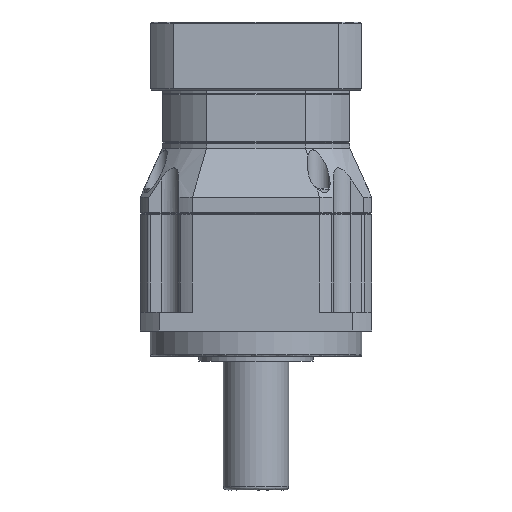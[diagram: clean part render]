
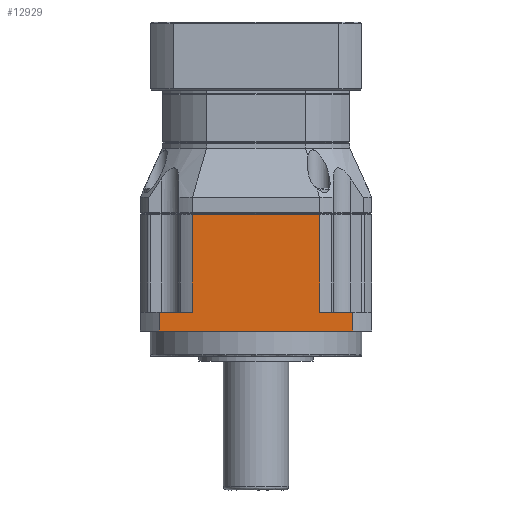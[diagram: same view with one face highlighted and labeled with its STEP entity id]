
A CAD part, front view. The second image highlights one B-rep face of the part: STEP entity #12929.
In plain terms, the highlighted planar face has unit normal (0, -1, 0).
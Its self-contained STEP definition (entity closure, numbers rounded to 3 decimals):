
#31 = CARTESIAN_POINT ( 'NONE',  ( 59.29, -71., 30.5 ) ) ;
#1477 = EDGE_CURVE ( 'NONE', #13114, #6787, #24456, .T. ) ;
#1693 = VERTEX_POINT ( 'NONE', #11775 ) ;
#1856 = CARTESIAN_POINT ( 'NONE',  ( -59.29, -71., -21.5 ) ) ;
#2174 = FACE_OUTER_BOUND ( 'NONE', #7171, .T. ) ;
#2398 = DIRECTION ( 'NONE',  ( 0., 0., -1. ) ) ;
#3348 = VECTOR ( 'NONE', #2398, 1000. ) ;
#3815 = ORIENTED_EDGE ( 'NONE', *, *, #19569, .F. ) ;
#3983 = LINE ( 'NONE', #14474, #3348 ) ;
#4061 = LINE ( 'NONE', #16256, #8802 ) ;
#4336 = CARTESIAN_POINT ( 'NONE',  ( -71., -71., -21.5 ) ) ;
#5004 = CARTESIAN_POINT ( 'NONE',  ( 38.987, -71., 38.5 ) ) ;
#5123 = LINE ( 'NONE', #15767, #10496 ) ;
#5883 = CARTESIAN_POINT ( 'NONE',  ( -59.29, -71., -33. ) ) ;
#6653 = ORIENTED_EDGE ( 'NONE', *, *, #6759, .F. ) ;
#6759 = EDGE_CURVE ( 'NONE', #25406, #9376, #19622, .T. ) ;
#6787 = VERTEX_POINT ( 'NONE', #1856 ) ;
#7171 = EDGE_LOOP ( 'NONE', ( #25010, #3815, #6653, #12382, #10529, #21297, #22416, #24232 ) ) ;
#7213 = EDGE_CURVE ( 'NONE', #6787, #15673, #4061, .T. ) ;
#8107 = VERTEX_POINT ( 'NONE', #21714 ) ;
#8172 = CARTESIAN_POINT ( 'NONE',  ( -71., -71., 30.5 ) ) ;
#8648 = CARTESIAN_POINT ( 'NONE',  ( -38.987, -71., 38.5 ) ) ;
#8802 = VECTOR ( 'NONE', #20350, 1000. ) ;
#8882 = VECTOR ( 'NONE', #25761, 1000. ) ;
#9131 = CARTESIAN_POINT ( 'NONE',  ( -38.987, -71., -21.5 ) ) ;
#9340 = DIRECTION ( 'NONE',  ( 0., 0., -1. ) ) ;
#9376 = VERTEX_POINT ( 'NONE', #5004 ) ;
#10496 = VECTOR ( 'NONE', #19828, 1000. ) ;
#10529 = ORIENTED_EDGE ( 'NONE', *, *, #1477, .T. ) ;
#10576 = DIRECTION ( 'NONE',  ( 1., 0., 0. ) ) ;
#10912 = LINE ( 'NONE', #4336, #15609 ) ;
#11775 = CARTESIAN_POINT ( 'NONE',  ( 38.987, -71., -21.5 ) ) ;
#12150 = PLANE ( 'NONE',  #24588 ) ;
#12382 = ORIENTED_EDGE ( 'NONE', *, *, #20399, .T. ) ;
#12929 = ADVANCED_FACE ( 'NONE', ( #2174 ), #12150, .T. ) ;
#12976 = EDGE_CURVE ( 'NONE', #8107, #16458, #21155, .T. ) ;
#13114 = VERTEX_POINT ( 'NONE', #9131 ) ;
#13643 = VECTOR ( 'NONE', #23906, 1000. ) ;
#14268 = VECTOR ( 'NONE', #9340, 1000. ) ;
#14474 = CARTESIAN_POINT ( 'NONE',  ( 38.987, -71., 39. ) ) ;
#14903 = LINE ( 'NONE', #15347, #14268 ) ;
#15347 = CARTESIAN_POINT ( 'NONE',  ( -38.987, -71., 30.5 ) ) ;
#15609 = VECTOR ( 'NONE', #24677, 1000. ) ;
#15673 = VERTEX_POINT ( 'NONE', #5883 ) ;
#15767 = CARTESIAN_POINT ( 'NONE',  ( -71., -71., -33. ) ) ;
#16256 = CARTESIAN_POINT ( 'NONE',  ( -59.29, -71., 30.5 ) ) ;
#16458 = VERTEX_POINT ( 'NONE', #20603 ) ;
#19569 = EDGE_CURVE ( 'NONE', #9376, #1693, #3983, .T. ) ;
#19622 = LINE ( 'NONE', #21843, #8882 ) ;
#19828 = DIRECTION ( 'NONE',  ( 1., 0., 0. ) ) ;
#20103 = EDGE_CURVE ( 'NONE', #16458, #1693, #10912, .T. ) ;
#20350 = DIRECTION ( 'NONE',  ( 0., 0., -1. ) ) ;
#20399 = EDGE_CURVE ( 'NONE', #25406, #13114, #14903, .T. ) ;
#20593 = EDGE_CURVE ( 'NONE', #15673, #8107, #5123, .T. ) ;
#20603 = CARTESIAN_POINT ( 'NONE',  ( 59.29, -71., -21.5 ) ) ;
#20826 = DIRECTION ( 'NONE',  ( 0., 0., 1. ) ) ;
#21155 = LINE ( 'NONE', #31, #24005 ) ;
#21297 = ORIENTED_EDGE ( 'NONE', *, *, #7213, .T. ) ;
#21687 = CARTESIAN_POINT ( 'NONE',  ( -71., -71., -21.5 ) ) ;
#21714 = CARTESIAN_POINT ( 'NONE',  ( 59.29, -71., -33. ) ) ;
#21843 = CARTESIAN_POINT ( 'NONE',  ( -35.5, -71., 38.5 ) ) ;
#22300 = DIRECTION ( 'NONE',  ( 0., -1., 0. ) ) ;
#22416 = ORIENTED_EDGE ( 'NONE', *, *, #20593, .T. ) ;
#23906 = DIRECTION ( 'NONE',  ( -1., 0., 0. ) ) ;
#24005 = VECTOR ( 'NONE', #20826, 1000. ) ;
#24232 = ORIENTED_EDGE ( 'NONE', *, *, #12976, .T. ) ;
#24456 = LINE ( 'NONE', #21687, #13643 ) ;
#24588 = AXIS2_PLACEMENT_3D ( 'NONE', #8172, #22300, #10576 ) ;
#24677 = DIRECTION ( 'NONE',  ( -1., 0., 0. ) ) ;
#25010 = ORIENTED_EDGE ( 'NONE', *, *, #20103, .T. ) ;
#25406 = VERTEX_POINT ( 'NONE', #8648 ) ;
#25761 = DIRECTION ( 'NONE',  ( 1., 0., 0. ) ) ;
